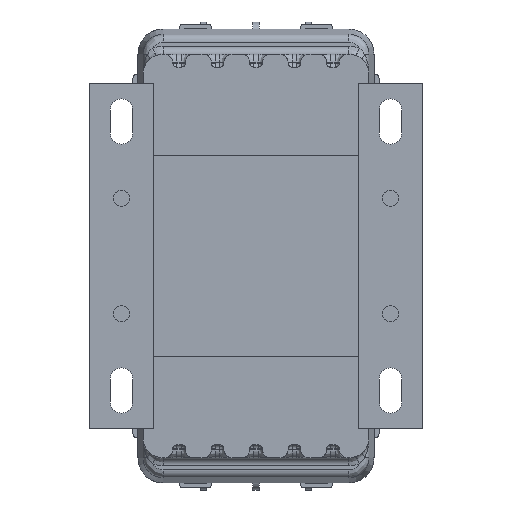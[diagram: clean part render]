
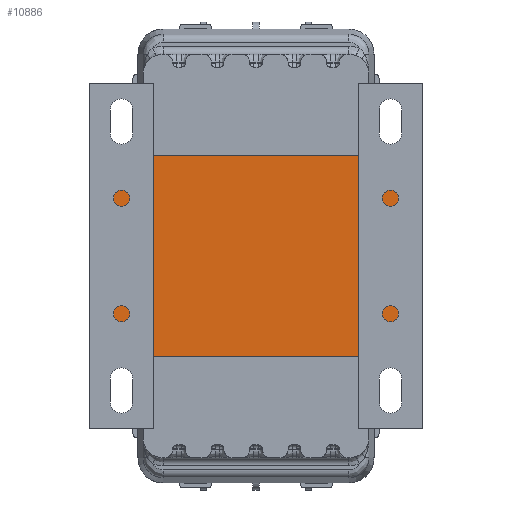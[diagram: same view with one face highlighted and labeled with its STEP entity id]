
A CAD part, front view. The second image highlights one B-rep face of the part: STEP entity #10886.
In plain terms, the highlighted planar face has unit normal (0, -1, 0).
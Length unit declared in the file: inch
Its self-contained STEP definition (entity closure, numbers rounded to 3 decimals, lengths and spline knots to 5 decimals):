
#9 = EDGE_CURVE ( 'NONE', #14482, #12050, #15380, .T. ) ;
#19 = LINE ( 'NONE', #4258, #6288 ) ;
#764 = DIRECTION ( 'NONE',  ( 1., 0., 0. ) ) ;
#837 = CARTESIAN_POINT ( 'NONE',  ( 1.5, -1.25, -0.98425 ) ) ;
#959 = CARTESIAN_POINT ( 'NONE',  ( -1.5, -1.25, 0.98425 ) ) ;
#1322 = CARTESIAN_POINT ( 'NONE',  ( 1.5, -1.25, -0.98425 ) ) ;
#1682 = EDGE_CURVE ( 'NONE', #12050, #7448, #19, .T. ) ;
#2414 = DIRECTION ( 'NONE',  ( 0., 1., 0. ) ) ;
#3451 = CARTESIAN_POINT ( 'NONE',  ( 1.5, -1.25, 0.98425 ) ) ;
#4258 = CARTESIAN_POINT ( 'NONE',  ( -1.5, -1.25, -0.98425 ) ) ;
#6184 = VECTOR ( 'NONE', #13488, 39.37008 ) ;
#6288 = VECTOR ( 'NONE', #13027, 39.37008 ) ;
#7448 = VERTEX_POINT ( 'NONE', #959 ) ;
#7833 = VECTOR ( 'NONE', #764, 39.37008 ) ;
#8101 = VERTEX_POINT ( 'NONE', #13812 ) ;
#8685 = FACE_OUTER_BOUND ( 'NONE', #10715, .T. ) ;
#8712 = ORIENTED_EDGE ( 'NONE', *, *, #15566, .F. ) ;
#8860 = ORIENTED_EDGE ( 'NONE', *, *, #16019, .F. ) ;
#9524 = LINE ( 'NONE', #3451, #6184 ) ;
#9897 = PLANE ( 'NONE',  #12892 ) ;
#10715 = EDGE_LOOP ( 'NONE', ( #8860, #13776, #15337, #8712 ) ) ;
#10798 = CARTESIAN_POINT ( 'NONE',  ( -1.5, -1.25, 0.98425 ) ) ;
#10886 = ADVANCED_FACE ( 'NONE', ( #8685 ), #9897, .F. ) ;
#11164 = DIRECTION ( 'NONE',  ( 0., 0., 1. ) ) ;
#12031 = VECTOR ( 'NONE', #13819, 39.37008 ) ;
#12050 = VERTEX_POINT ( 'NONE', #12849 ) ;
#12849 = CARTESIAN_POINT ( 'NONE',  ( -1.5, -1.25, -0.98425 ) ) ;
#12892 = AXIS2_PLACEMENT_3D ( 'NONE', #14900, #2414, #11164 ) ;
#13027 = DIRECTION ( 'NONE',  ( 0., 0., 1. ) ) ;
#13488 = DIRECTION ( 'NONE',  ( 0., 0., -1. ) ) ;
#13776 = ORIENTED_EDGE ( 'NONE', *, *, #1682, .F. ) ;
#13812 = CARTESIAN_POINT ( 'NONE',  ( 1.5, -1.25, 0.98425 ) ) ;
#13819 = DIRECTION ( 'NONE',  ( -1., 0., 0. ) ) ;
#14482 = VERTEX_POINT ( 'NONE', #837 ) ;
#14541 = LINE ( 'NONE', #10798, #7833 ) ;
#14900 = CARTESIAN_POINT ( 'NONE',  ( 0., -1.25, 0. ) ) ;
#15337 = ORIENTED_EDGE ( 'NONE', *, *, #9, .F. ) ;
#15380 = LINE ( 'NONE', #1322, #12031 ) ;
#15566 = EDGE_CURVE ( 'NONE', #8101, #14482, #9524, .T. ) ;
#16019 = EDGE_CURVE ( 'NONE', #7448, #8101, #14541, .T. ) ;
